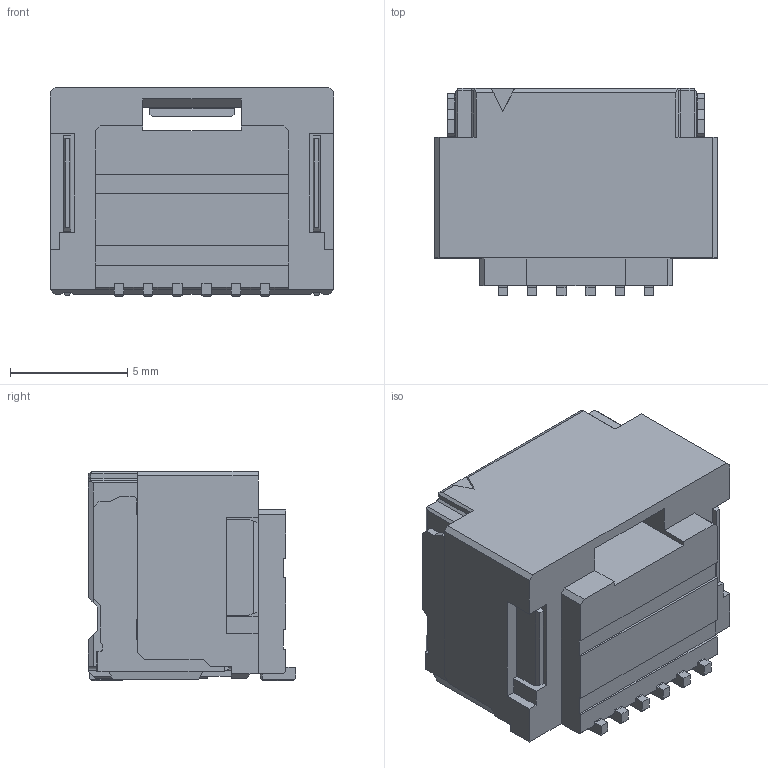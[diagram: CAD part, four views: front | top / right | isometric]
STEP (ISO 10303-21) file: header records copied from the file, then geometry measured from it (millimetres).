
FILE_DESCRIPTION((''),'2;1');
FILE_NAME('5054481271','2020-05-12T',('gga'),(''),'PRO/ENGINEER BY PARAMETRIC TECHNOLOGY CORPORATION, 2016010','PRO/ENGINEER BY PARAMETRIC TECHNOLOGY CORPORATION, 2016010','');
FILE_SCHEMA(('CONFIG_CONTROL_DESIGN'));
Length unit declared in the file: millimetre
Products named in the file (1): 5054481271
Bounding box: 12.1 x 8.85 x 8.95 mm (x, y, z)
Volume: 514.5 mm3; surface area: 962.7 mm2
Topology: 1 solids, 1 shells, 596 faces, 1795 edges, 1202 vertices
Faces by surface type: plane 542, cylinder 36, cone 18
Entity records: 19748 total; most frequent: CARTESIAN_POINT 3586, ORIENTED_EDGE 3478, DIRECTION 3059, EDGE_CURVE 1739, VECTOR 1697, LINE 1697, VERTEX_POINT 1146, AXIS2_PLACEMENT_3D 681
